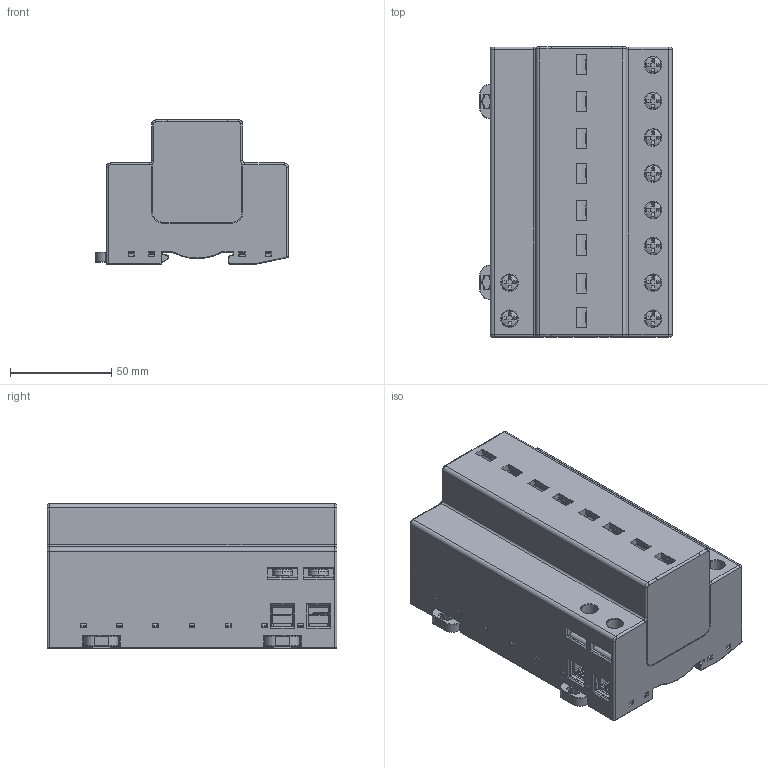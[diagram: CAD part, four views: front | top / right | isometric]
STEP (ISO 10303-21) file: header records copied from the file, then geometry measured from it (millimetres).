
FILE_DESCRIPTION((''),'2;1');
FILE_NAME('56000_100_4P0_ASM','2019-08-13T13:08:16',('Sebastjan.kamensek'),('Audax d.o.o.'),'CREO PARAMETRIC BY PTC INC, 2017260','CREO PARAMETRIC BY PTC INC, 2017260','');
FILE_SCHEMA(('AP242_MANAGED_MODEL_BASED_3D_ENGINEERING_MIM_LF { 1 0 10303 442 1 1 4 }'));
Products named in the file (14): SFT_PODNOZJE_8TE_100; NOSILEC_KONTAKTOV_2TE_100; SES_ODKL_KONT_2TE_ASM; 505-500-140-NOSILEC-KABLA_8_N; 521000502_VIJAK_M6X12; 526000100_ODKLOPNIK_25KA_SESTAV_ASM; 5621_25_VAR_SFTB_SESTAV_ASM; 5620_VAR_SKLOP_SFTB_25KA_ASM; ZASKOCKA_PLASTICNA_V11; VZMET_VSKOCKE; PRBLB_NOS_KON_OZM_8TE_Z; KONTAKT_OZEMLJ_8TE_SESTAV_ASM; 560000025_PRBLB_POK_8TE_RC_FLAT; 56000_100_4P0_ASM
Assembly tree (24 placements, depth 6):
  56000_100_4P0_ASM
    SFT_PODNOZJE_8TE_100
    5620_VAR_SKLOP_SFTB_25KA_ASM  x4
      5621_25_VAR_SFTB_SESTAV_ASM
        526000100_ODKLOPNIK_25KA_SESTAV_ASM
          SES_ODKL_KONT_2TE_ASM
            NOSILEC_KONTAKTOV_2TE_100
          505-500-140-NOSILEC-KABLA_8_N  x2
          521000502_VIJAK_M6X12  x2
    ZASKOCKA_PLASTICNA_V11  x2
    VZMET_VSKOCKE  x2
    505-500-140-NOSILEC-KABLA_8_N  x2
    521000502_VIJAK_M6X12  x2
    KONTAKT_OZEMLJ_8TE_SESTAV_ASM
      PRBLB_NOS_KON_OZM_8TE_Z
    560000025_PRBLB_POK_8TE_RC_FLAT
Bounding box: 95.25 x 143.3 x 71.29 mm (x, y, z)
Volume: 172591.3 mm3; surface area: 225607.1 mm2
Topology: 31 solids, 31 shells, 5204 faces, 12825 edges, 7689 vertices
Faces by surface type: plane 2782, cylinder 1575, torus 421, sphere 267, bspline 105, cone 48, extrusion 6
Entity records: 124286 total; most frequent: CARTESIAN_POINT 27210, DIRECTION 17488, ORIENTED_EDGE 16952, EDGE_CURVE 8476, AXIS2_PLACEMENT_3D 6081, VECTOR 5326, LINE 5320, VERTEX_POINT 5205
